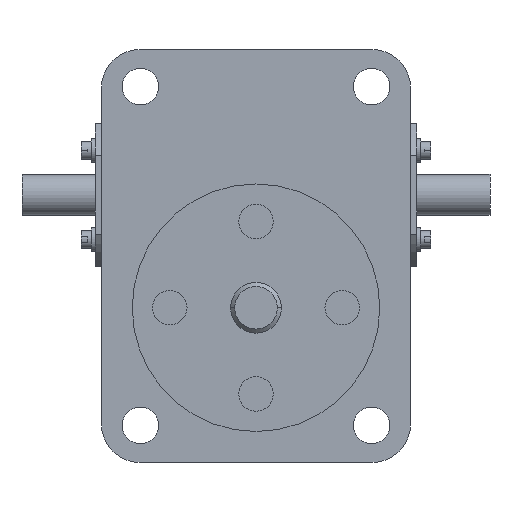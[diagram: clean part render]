
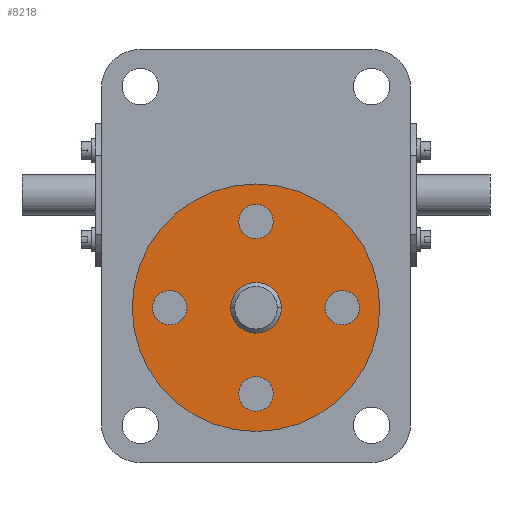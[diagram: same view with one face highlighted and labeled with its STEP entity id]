
A CAD part, front view. The second image highlights one B-rep face of the part: STEP entity #8218.
In plain terms, the highlighted face is planar.
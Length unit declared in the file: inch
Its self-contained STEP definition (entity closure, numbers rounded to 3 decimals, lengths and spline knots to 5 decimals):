
#8 = FACE_BOUND ( 'NONE', #5815, .T. ) ;
#46 = FACE_BOUND ( 'NONE', #933, .T. ) ;
#59 = FACE_BOUND ( 'NONE', #6220, .T. ) ;
#205 = FACE_BOUND ( 'NONE', #9260, .T. ) ;
#289 = FACE_BOUND ( 'NONE', #3876, .T. ) ;
#382 = AXIS2_PLACEMENT_3D ( 'NONE', #5962, #8651, #11343 ) ;
#434 = ORIENTED_EDGE ( 'NONE', *, *, #3930, .T. ) ;
#623 = CARTESIAN_POINT ( 'NONE',  ( -0.70866, 0., -0.49213 ) ) ;
#758 = CIRCLE ( 'NONE', #382, 0.33465 ) ;
#933 = EDGE_LOOP ( 'NONE', ( #9686, #4746 ) ) ;
#1170 = AXIS2_PLACEMENT_3D ( 'NONE', #1420, #1548, #3691 ) ;
#1198 = CARTESIAN_POINT ( 'NONE',  ( -0.70866, 1.67323, -0.33465 ) ) ;
#1234 = CARTESIAN_POINT ( 'NONE',  ( -0.70866, 0., 0. ) ) ;
#1420 = CARTESIAN_POINT ( 'NONE',  ( -0.70866, 0., 0. ) ) ;
#1548 = DIRECTION ( 'NONE',  ( -1., 0., 0. ) ) ;
#1620 = CIRCLE ( 'NONE', #2535, 0.33465 ) ;
#1634 = CIRCLE ( 'NONE', #3617, 2.40157 ) ;
#1780 = VERTEX_POINT ( 'NONE', #5606 ) ;
#1900 = VERTEX_POINT ( 'NONE', #4548 ) ;
#1921 = CIRCLE ( 'NONE', #8848, 0.49213 ) ;
#2328 = CARTESIAN_POINT ( 'NONE',  ( -0.70866, 1.67323, 0.33465 ) ) ;
#2428 = ORIENTED_EDGE ( 'NONE', *, *, #9697, .T. ) ;
#2502 = CARTESIAN_POINT ( 'NONE',  ( -0.70866, -1.67323, 0. ) ) ;
#2535 = AXIS2_PLACEMENT_3D ( 'NONE', #9520, #3164, #8641 ) ;
#3164 = DIRECTION ( 'NONE',  ( 1., 0., 0. ) ) ;
#3191 = CIRCLE ( 'NONE', #5162, 0.33465 ) ;
#3205 = AXIS2_PLACEMENT_3D ( 'NONE', #4335, #10858, #9685 ) ;
#3275 = EDGE_CURVE ( 'NONE', #8030, #7197, #7087, .T. ) ;
#3340 = DIRECTION ( 'NONE',  ( -1., 0., 0. ) ) ;
#3377 = VERTEX_POINT ( 'NONE', #8180 ) ;
#3405 = ORIENTED_EDGE ( 'NONE', *, *, #8469, .F. ) ;
#3436 = AXIS2_PLACEMENT_3D ( 'NONE', #6314, #3914, #7179 ) ;
#3617 = AXIS2_PLACEMENT_3D ( 'NONE', #9506, #3340, #4084 ) ;
#3691 = DIRECTION ( 'NONE',  ( 0., 0., 1. ) ) ;
#3876 = EDGE_LOOP ( 'NONE', ( #8344, #5703 ) ) ;
#3914 = DIRECTION ( 'NONE',  ( 1., 0., 0. ) ) ;
#3925 = CIRCLE ( 'NONE', #4043, 0.33465 ) ;
#3930 = EDGE_CURVE ( 'NONE', #3377, #8882, #6153, .T. ) ;
#4043 = AXIS2_PLACEMENT_3D ( 'NONE', #2502, #8927, #10450 ) ;
#4084 = DIRECTION ( 'NONE',  ( 0., 0., 1. ) ) ;
#4179 = VERTEX_POINT ( 'NONE', #11713 ) ;
#4240 = VERTEX_POINT ( 'NONE', #623 ) ;
#4320 = AXIS2_PLACEMENT_3D ( 'NONE', #11540, #5216, #10596 ) ;
#4335 = CARTESIAN_POINT ( 'NONE',  ( -0.70866, 0., 1.67323 ) ) ;
#4396 = CARTESIAN_POINT ( 'NONE',  ( -0.70866, 0., 0. ) ) ;
#4435 = DIRECTION ( 'NONE',  ( 0., 1., 0. ) ) ;
#4453 = CIRCLE ( 'NONE', #10513, 0.49213 ) ;
#4457 = ORIENTED_EDGE ( 'NONE', *, *, #9822, .T. ) ;
#4510 = DIRECTION ( 'NONE',  ( 1., 0., 0. ) ) ;
#4548 = CARTESIAN_POINT ( 'NONE',  ( -0.70866, 0., 2.40157 ) ) ;
#4746 = ORIENTED_EDGE ( 'NONE', *, *, #3275, .T. ) ;
#4787 = FACE_OUTER_BOUND ( 'NONE', #7751, .T. ) ;
#4840 = CIRCLE ( 'NONE', #5671, 0.33465 ) ;
#4910 = EDGE_CURVE ( 'NONE', #8882, #3377, #4840, .T. ) ;
#5162 = AXIS2_PLACEMENT_3D ( 'NONE', #10327, #5907, #10381 ) ;
#5216 = DIRECTION ( 'NONE',  ( 1., 0., 0. ) ) ;
#5319 = DIRECTION ( 'NONE',  ( 0., 0., 1. ) ) ;
#5395 = ORIENTED_EDGE ( 'NONE', *, *, #4910, .T. ) ;
#5606 = CARTESIAN_POINT ( 'NONE',  ( -0.70866, -1.67323, -0.33465 ) ) ;
#5671 = AXIS2_PLACEMENT_3D ( 'NONE', #11776, #9976, #4435 ) ;
#5703 = ORIENTED_EDGE ( 'NONE', *, *, #10600, .T. ) ;
#5815 = EDGE_LOOP ( 'NONE', ( #2428, #4457 ) ) ;
#5907 = DIRECTION ( 'NONE',  ( 1., 0., 0. ) ) ;
#5962 = CARTESIAN_POINT ( 'NONE',  ( -0.70866, 0., -1.67323 ) ) ;
#5983 = EDGE_CURVE ( 'NONE', #7126, #1780, #3191, .T. ) ;
#6072 = DIRECTION ( 'NONE',  ( 0., 0., 1. ) ) ;
#6153 = CIRCLE ( 'NONE', #3205, 0.33465 ) ;
#6220 = EDGE_LOOP ( 'NONE', ( #434, #5395 ) ) ;
#6314 = CARTESIAN_POINT ( 'NONE',  ( -0.70866, 0., 0. ) ) ;
#6524 = CIRCLE ( 'NONE', #1170, 2.40157 ) ;
#6982 = EDGE_CURVE ( 'NONE', #1900, #8165, #1634, .T. ) ;
#7087 = CIRCLE ( 'NONE', #8811, 0.33465 ) ;
#7126 = VERTEX_POINT ( 'NONE', #10196 ) ;
#7179 = DIRECTION ( 'NONE',  ( 0., 0., -1. ) ) ;
#7197 = VERTEX_POINT ( 'NONE', #11964 ) ;
#7241 = ORIENTED_EDGE ( 'NONE', *, *, #6982, .T. ) ;
#7662 = EDGE_CURVE ( 'NONE', #7197, #8030, #758, .T. ) ;
#7692 = CARTESIAN_POINT ( 'NONE',  ( -0.70866, 0., 1.33858 ) ) ;
#7751 = EDGE_LOOP ( 'NONE', ( #7241, #10849 ) ) ;
#8030 = VERTEX_POINT ( 'NONE', #9165 ) ;
#8165 = VERTEX_POINT ( 'NONE', #8623 ) ;
#8180 = CARTESIAN_POINT ( 'NONE',  ( -0.70866, 0., 2.00787 ) ) ;
#8218 = ADVANCED_FACE ( 'NONE', ( #46, #59, #4787, #8, #289, #205 ), #9368, .F. ) ;
#8344 = ORIENTED_EDGE ( 'NONE', *, *, #5983, .T. ) ;
#8469 = EDGE_CURVE ( 'NONE', #4179, #4240, #1921, .T. ) ;
#8623 = CARTESIAN_POINT ( 'NONE',  ( -0.70866, 0., -2.40157 ) ) ;
#8641 = DIRECTION ( 'NONE',  ( 0., 0., -1. ) ) ;
#8651 = DIRECTION ( 'NONE',  ( 1., 0., 0. ) ) ;
#8811 = AXIS2_PLACEMENT_3D ( 'NONE', #9891, #4510, #10829 ) ;
#8848 = AXIS2_PLACEMENT_3D ( 'NONE', #4396, #10711, #5319 ) ;
#8882 = VERTEX_POINT ( 'NONE', #7692 ) ;
#8916 = VERTEX_POINT ( 'NONE', #1198 ) ;
#8927 = DIRECTION ( 'NONE',  ( 1., 0., 0. ) ) ;
#9000 = VERTEX_POINT ( 'NONE', #2328 ) ;
#9165 = CARTESIAN_POINT ( 'NONE',  ( -0.70866, 0., -2.00787 ) ) ;
#9260 = EDGE_LOOP ( 'NONE', ( #3405, #11029 ) ) ;
#9368 = PLANE ( 'NONE',  #3436 ) ;
#9506 = CARTESIAN_POINT ( 'NONE',  ( -0.70866, 0., 0. ) ) ;
#9520 = CARTESIAN_POINT ( 'NONE',  ( -0.70866, 1.67323, 0. ) ) ;
#9685 = DIRECTION ( 'NONE',  ( 0., 1., 0. ) ) ;
#9686 = ORIENTED_EDGE ( 'NONE', *, *, #7662, .T. ) ;
#9697 = EDGE_CURVE ( 'NONE', #9000, #8916, #11106, .T. ) ;
#9822 = EDGE_CURVE ( 'NONE', #8916, #9000, #1620, .T. ) ;
#9891 = CARTESIAN_POINT ( 'NONE',  ( -0.70866, 0., -1.67323 ) ) ;
#9976 = DIRECTION ( 'NONE',  ( 1., 0., 0. ) ) ;
#10196 = CARTESIAN_POINT ( 'NONE',  ( -0.70866, -1.67323, 0.33465 ) ) ;
#10327 = CARTESIAN_POINT ( 'NONE',  ( -0.70866, -1.67323, 0. ) ) ;
#10381 = DIRECTION ( 'NONE',  ( 0., 0., 1. ) ) ;
#10450 = DIRECTION ( 'NONE',  ( 0., 0., 1. ) ) ;
#10513 = AXIS2_PLACEMENT_3D ( 'NONE', #1234, #11442, #6072 ) ;
#10596 = DIRECTION ( 'NONE',  ( 0., 0., -1. ) ) ;
#10600 = EDGE_CURVE ( 'NONE', #1780, #7126, #3925, .T. ) ;
#10711 = DIRECTION ( 'NONE',  ( -1., 0., 0. ) ) ;
#10829 = DIRECTION ( 'NONE',  ( 0., -1., 0. ) ) ;
#10849 = ORIENTED_EDGE ( 'NONE', *, *, #11579, .T. ) ;
#10858 = DIRECTION ( 'NONE',  ( 1., 0., 0. ) ) ;
#10979 = EDGE_CURVE ( 'NONE', #4240, #4179, #4453, .T. ) ;
#11029 = ORIENTED_EDGE ( 'NONE', *, *, #10979, .F. ) ;
#11106 = CIRCLE ( 'NONE', #4320, 0.33465 ) ;
#11343 = DIRECTION ( 'NONE',  ( 0., -1., 0. ) ) ;
#11442 = DIRECTION ( 'NONE',  ( -1., 0., 0. ) ) ;
#11540 = CARTESIAN_POINT ( 'NONE',  ( -0.70866, 1.67323, 0. ) ) ;
#11579 = EDGE_CURVE ( 'NONE', #8165, #1900, #6524, .T. ) ;
#11713 = CARTESIAN_POINT ( 'NONE',  ( -0.70866, 0., 0.49213 ) ) ;
#11776 = CARTESIAN_POINT ( 'NONE',  ( -0.70866, 0., 1.67323 ) ) ;
#11964 = CARTESIAN_POINT ( 'NONE',  ( -0.70866, 0., -1.33858 ) ) ;
